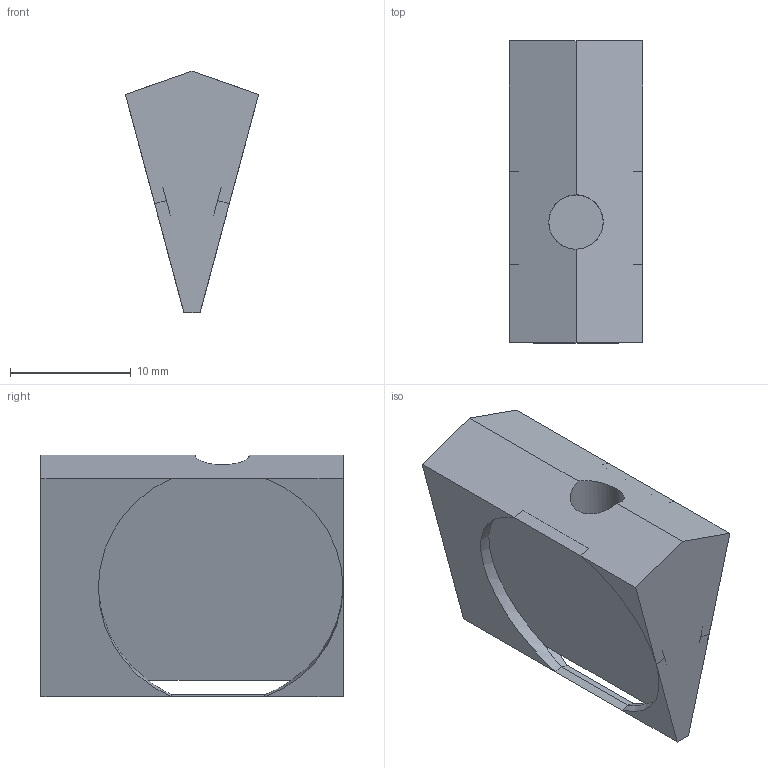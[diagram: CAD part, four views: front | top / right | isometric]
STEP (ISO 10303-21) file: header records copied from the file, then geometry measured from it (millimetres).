
FILE_DESCRIPTION(/* description */ (''),/* implementation_level */ '2;1');
FILE_NAME(/* name */ 'ENG_CRNK_PADDLE-holes-v2 v2.step',/* time_stamp */ '2021-07-17T17:29:37+10:00',/* author */ (''),/* organization */ (''),/* preprocessor_version */ 'ST-DEVELOPER v18.1',/* originating_system */ 'Autodesk Translation Framework v10.9.0.1377',/* authorisation */ '');
FILE_SCHEMA (('AUTOMOTIVE_DESIGN { 1 0 10303 214 3 1 1 }'));
Length unit declared in the file: millimetre
Products named in the file (1): ENG_CRNK_PADDLE-holes-v2
Bounding box: 11.02 x 25 x 20 mm (x, y, z)
Volume: 2277.6 mm3; surface area: 1735.4 mm2
Topology: 1 solids, 1 shells, 25 faces, 59 edges, 34 vertices
Faces by surface type: plane 18, cylinder 7
Full cylindrical faces by diameter (mm): 4.5 x1
Entity records: 754 total; most frequent: DIRECTION 131, ORIENTED_EDGE 122, CARTESIAN_POINT 121, EDGE_CURVE 61, AXIS2_PLACEMENT_3D 44, LINE 43, VECTOR 43, VERTEX_POINT 34
